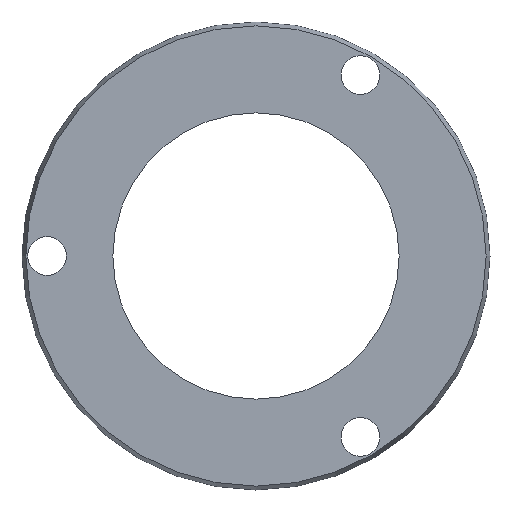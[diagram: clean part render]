
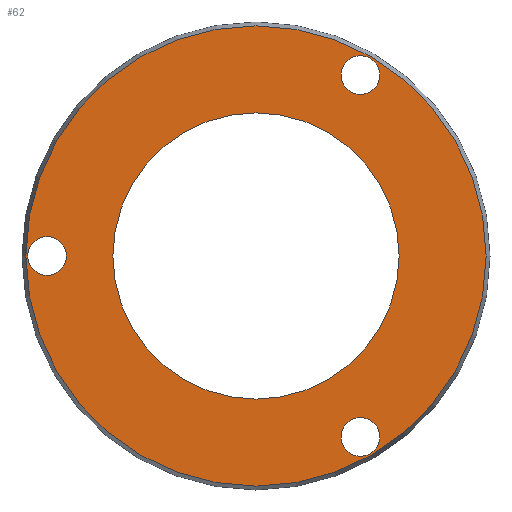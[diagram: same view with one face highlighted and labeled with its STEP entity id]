
A CAD part, left-side view. The second image highlights one B-rep face of the part: STEP entity #62.
In plain terms, the highlighted planar face has unit normal (-1, 0, 0).
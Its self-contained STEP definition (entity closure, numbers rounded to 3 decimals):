
#62=ADVANCED_FACE('',(#167,#169,#171,#173,#175),#177,.T.);
#167=FACE_BOUND('',#168,.T.);
#168=EDGE_LOOP('',(#268));
#169=FACE_BOUND('',#170,.T.);
#170=EDGE_LOOP('',(#269));
#171=FACE_BOUND('',#172,.T.);
#172=EDGE_LOOP('',(#270));
#173=FACE_BOUND('',#174,.T.);
#174=EDGE_LOOP('',(#271));
#175=FACE_BOUND('',#176,.T.);
#176=EDGE_LOOP('',(#272));
#177=PLANE('',#178);
#178=AXIS2_PLACEMENT_3D('',#179,#180,#181);
#179=CARTESIAN_POINT('',(48.042,0.,0.));
#180=DIRECTION('',(-1.,0.,0.));
#181=DIRECTION('',(0.,-1.,0.));
#268=ORIENTED_EDGE('',*,*,#296,.T.);
#269=ORIENTED_EDGE('',*,*,#297,.T.);
#270=ORIENTED_EDGE('',*,*,#298,.T.);
#271=ORIENTED_EDGE('',*,*,#299,.T.);
#272=ORIENTED_EDGE('',*,*,#300,.F.);
#296=EDGE_CURVE('',#315,#315,#316,.T.);
#297=EDGE_CURVE('',#317,#317,#318,.F.);
#298=EDGE_CURVE('',#319,#319,#320,.F.);
#299=EDGE_CURVE('',#321,#321,#322,.F.);
#300=EDGE_CURVE('',#323,#323,#324,.T.);
#315=VERTEX_POINT('',#358);
#316=CIRCLE('',#359,119.);
#317=VERTEX_POINT('',#363);
#318=CIRCLE('',#364,10.);
#319=VERTEX_POINT('',#368);
#320=CIRCLE('',#369,10.);
#321=VERTEX_POINT('',#373);
#322=CIRCLE('',#374,10.);
#323=VERTEX_POINT('',#378);
#324=CIRCLE('',#379,74.);
#358=CARTESIAN_POINT('',(48.042,-119.,0.));
#359=AXIS2_PLACEMENT_3D('',#360,#361,#362);
#360=CARTESIAN_POINT('',(48.042,0.,0.));
#361=DIRECTION('',(-1.,0.,0.));
#362=DIRECTION('',(0.,-1.,0.));
#363=CARTESIAN_POINT('',(48.042,98.,0.));
#364=AXIS2_PLACEMENT_3D('',#365,#366,#367);
#365=CARTESIAN_POINT('',(48.042,108.,0.));
#366=DIRECTION('',(-1.,0.,0.));
#367=DIRECTION('',(0.,-1.,0.));
#368=CARTESIAN_POINT('',(48.042,-64.,-93.531));
#369=AXIS2_PLACEMENT_3D('',#370,#371,#372);
#370=CARTESIAN_POINT('',(48.042,-54.,-93.531));
#371=DIRECTION('',(-1.,0.,0.));
#372=DIRECTION('',(0.,-1.,0.));
#373=CARTESIAN_POINT('',(48.042,-64.,93.531));
#374=AXIS2_PLACEMENT_3D('',#375,#376,#377);
#375=CARTESIAN_POINT('',(48.042,-54.,93.531));
#376=DIRECTION('',(-1.,0.,0.));
#377=DIRECTION('',(0.,-1.,0.));
#378=CARTESIAN_POINT('',(48.042,-74.,0.));
#379=AXIS2_PLACEMENT_3D('',#380,#381,#382);
#380=CARTESIAN_POINT('',(48.042,0.,0.));
#381=DIRECTION('',(-1.,0.,0.));
#382=DIRECTION('',(0.,-1.,0.));
